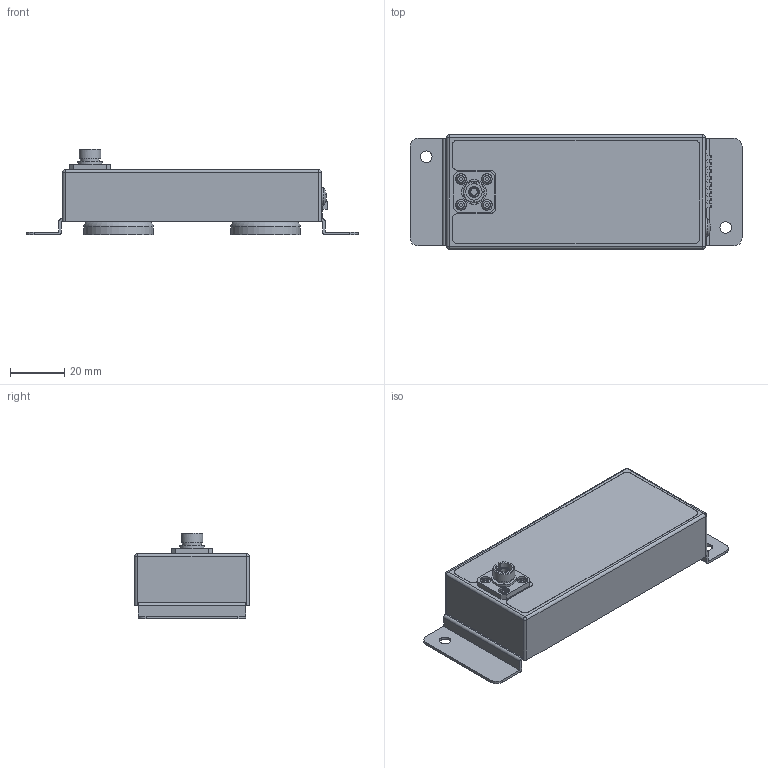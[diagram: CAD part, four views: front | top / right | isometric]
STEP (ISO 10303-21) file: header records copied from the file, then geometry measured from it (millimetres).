
FILE_DESCRIPTION( ( 'STEP AP214' ), '1' );
FILE_NAME( 'DIS01.step', '2018-07-09T00:27:45', ( ' ' ), ( ' ' ), 'XStep 1.0', ' ', ' ' );
FILE_SCHEMA( ( 'automotive_design' ) );
Length unit declared in the file: millimetre
Products named in the file (1): 1
Bounding box: 122 x 42 x 31.5 mm (x, y, z)
Volume: 83342.3 mm3; surface area: 18224.6 mm2
Topology: 1 solids, 1 shells, 388 faces, 983 edges, 624 vertices
Faces by surface type: plane 266, cylinder 108, torus 6, sphere 5, cone 3
Full cylindrical faces by diameter (mm): 2.5 x1, 3.5 x4, 4 x5, 4.2 x2, 6 x1, 6.552 x1, 7 x1, 8 x1, 9 x1, 25.5 x2
Entity records: 14344 total; most frequent: CARTESIAN_POINT 1984, DIRECTION 1908, ORIENTED_EDGE 1866, EDGE_CURVE 933, LINE 716, VECTOR 716, VERTEX_POINT 606, AXIS2_PLACEMENT_3D 596
